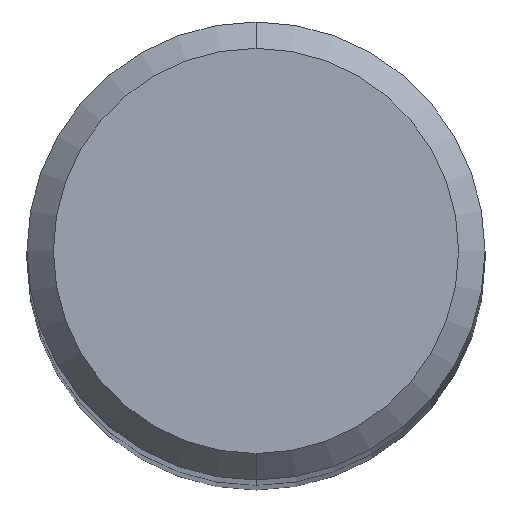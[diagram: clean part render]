
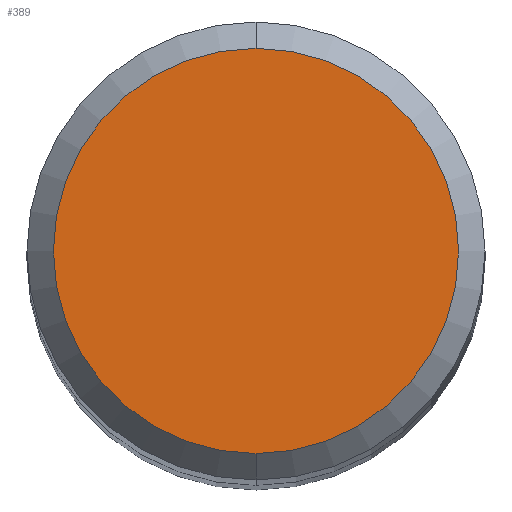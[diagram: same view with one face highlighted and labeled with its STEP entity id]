
A CAD part, top view. The second image highlights one B-rep face of the part: STEP entity #389.
In plain terms, the highlighted planar face has unit normal (0, 0, 1).
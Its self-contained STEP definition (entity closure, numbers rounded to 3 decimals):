
#227=VERTEX_POINT('',#510);
#351=EDGE_CURVE('',#227,#361,#647,.T.);
#361=VERTEX_POINT('',#657);
#367=EDGE_CURVE('',#361,#227,#663,.T.);
#389=ADVANCED_FACE('',(#687),#688,.T.);
#510=CARTESIAN_POINT('',(0.,-4.6,0.0));
#647=CIRCLE('',#1202,4.6);
#657=CARTESIAN_POINT('',(0.0,4.6,0.0));
#663=CIRCLE('',#1224,4.6);
#687=FACE_OUTER_BOUND('',#1296,.T.);
#688=PLANE('',#1297);
#1202=AXIS2_PLACEMENT_3D('',#1590,#1591,#1592);
#1224=AXIS2_PLACEMENT_3D('',#1598,#1599,#1600);
#1296=EDGE_LOOP('',(#1623,#1624));
#1297=AXIS2_PLACEMENT_3D('',#1625,#1626,#1627);
#1590=CARTESIAN_POINT('',(0.0,0.0,0.0));
#1591=DIRECTION('',(0.0,0.0,-1.0));
#1592=DIRECTION('',(0.0,1.0,0.0));
#1598=CARTESIAN_POINT('',(0.0,0.0,0.0));
#1599=DIRECTION('',(0.0,0.0,-1.0));
#1600=DIRECTION('',(0.0,1.0,0.0));
#1623=ORIENTED_EDGE('',*,*,#367,.F.);
#1624=ORIENTED_EDGE('',*,*,#351,.F.);
#1625=CARTESIAN_POINT('',(0.0,2.3,0.0));
#1626=DIRECTION('',(-0.0,0.0,1.0));
#1627=DIRECTION('',(0.0,-1.0,0.0));
